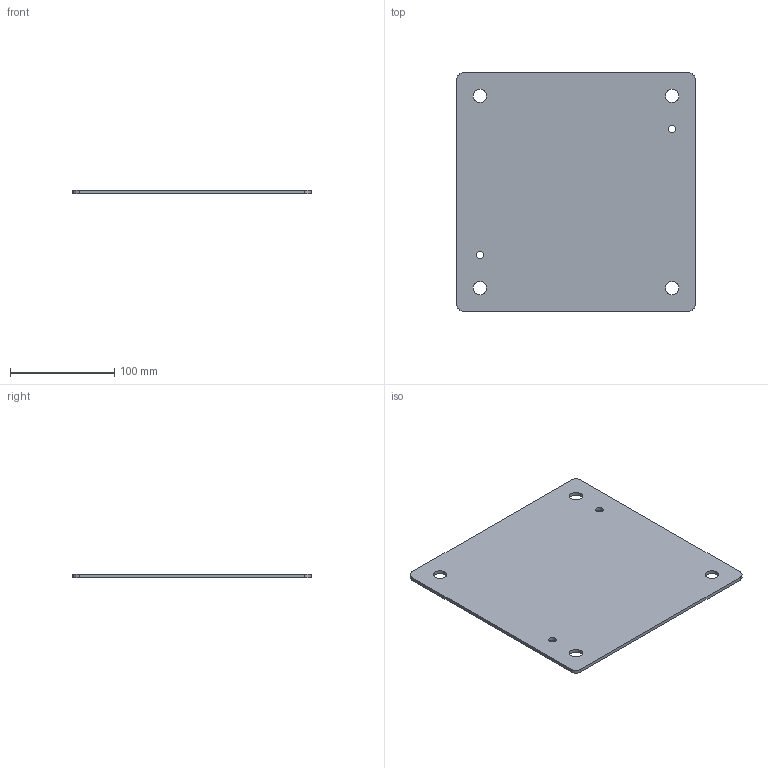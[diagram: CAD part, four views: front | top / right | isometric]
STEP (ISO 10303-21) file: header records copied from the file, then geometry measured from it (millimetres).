
FILE_DESCRIPTION (( 'STEP AP203' ), '1' );
FILE_NAME ('SCE-12DLP12GALV.step', '2021-01-08T15:29:28', ( 'ADC123' ), ( 'Microsoft' ), 'SwSTEP 2.0', 'SolidWorks 2019', '' );
FILE_SCHEMA (( 'CONFIG_CONTROL_DESIGN' ));
Length unit declared in the file: inch
Products named in the file (1): SCE-12DLP12GALV
Bounding box: 228.6 x 228.6 x 3.17 mm (x, y, z)
Volume: 163946 mm3; surface area: 106790.8 mm2
Topology: 1 solids, 1 shells, 16 faces, 42 edges, 28 vertices
Faces by surface type: cylinder 10, plane 6
Full cylindrical faces by diameter (mm): 7.137 x1, 7.145 x1, 12.7 x4
Entity records: 579 total; most frequent: DIRECTION 90, CARTESIAN_POINT 81, ORIENTED_EDGE 72, AXIS2_PLACEMENT_3D 37, EDGE_CURVE 36, EDGE_LOOP 34, VERTEX_POINT 28, FACE_OUTER_BOUND 22
